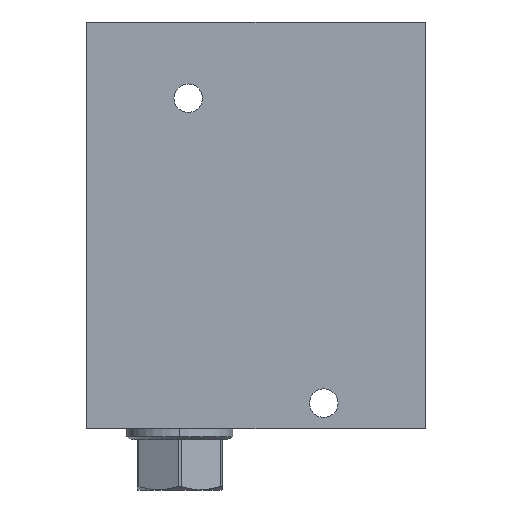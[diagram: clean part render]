
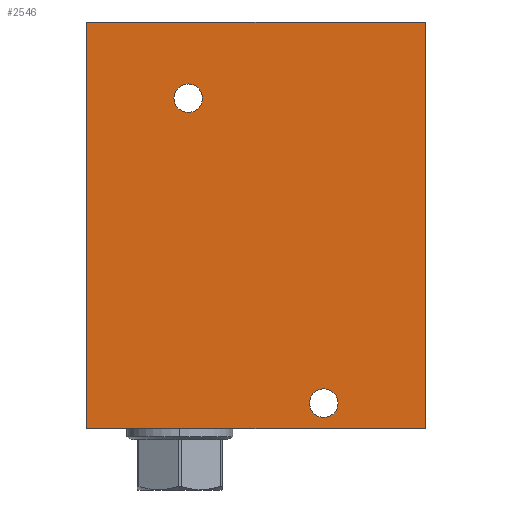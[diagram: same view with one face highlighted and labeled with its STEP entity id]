
A CAD part, front view. The second image highlights one B-rep face of the part: STEP entity #2546.
In plain terms, the highlighted planar face has unit normal (0, -1, 0).
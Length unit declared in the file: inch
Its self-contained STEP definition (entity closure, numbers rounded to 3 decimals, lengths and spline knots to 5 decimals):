
#5=DIRECTION('',(1.,0.,0.));
#6=VECTOR('',#5,5.);
#7=CARTESIAN_POINT('',(0.,-2.5,0.));
#8=LINE('',#7,#6);
#85=DIRECTION('',(0.,0.,1.));
#86=VECTOR('',#85,6.);
#87=CARTESIAN_POINT('',(5.,-2.5,0.));
#88=LINE('',#87,#86);
#109=DIRECTION('',(0.,0.,1.));
#110=VECTOR('',#109,6.);
#111=CARTESIAN_POINT('',(0.,-2.5,0.));
#112=LINE('',#111,#110);
#113=CARTESIAN_POINT('',(1.5,-2.5,4.875));
#114=DIRECTION('',(0.,-1.,0.));
#115=DIRECTION('',(-1.,0.,0.));
#116=AXIS2_PLACEMENT_3D('',#113,#114,#115);
#118=CARTESIAN_POINT('',(1.5,-2.5,4.875));
#119=DIRECTION('',(0.,-1.,0.));
#120=DIRECTION('',(1.,0.,0.));
#121=AXIS2_PLACEMENT_3D('',#118,#119,#120);
#123=CARTESIAN_POINT('',(3.5,-2.5,0.375));
#124=DIRECTION('',(0.,-1.,0.));
#125=DIRECTION('',(-1.,0.,0.));
#126=AXIS2_PLACEMENT_3D('',#123,#124,#125);
#128=CARTESIAN_POINT('',(3.5,-2.5,0.375));
#129=DIRECTION('',(0.,-1.,0.));
#130=DIRECTION('',(1.,0.,0.));
#131=AXIS2_PLACEMENT_3D('',#128,#129,#130);
#145=DIRECTION('',(1.,0.,0.));
#146=VECTOR('',#145,5.);
#147=CARTESIAN_POINT('',(0.,-2.5,6.));
#148=LINE('',#147,#146);
#2098=CARTESIAN_POINT('',(0.,-2.5,0.));
#2100=VERTEX_POINT('',#2098);
#2101=CARTESIAN_POINT('',(5.,-2.5,0.));
#2102=VERTEX_POINT('',#2101);
#2106=CARTESIAN_POINT('',(0.,-2.5,6.));
#2108=VERTEX_POINT('',#2106);
#2109=CARTESIAN_POINT('',(5.,-2.5,6.));
#2110=VERTEX_POINT('',#2109);
#2259=CARTESIAN_POINT('',(1.289,-2.5,4.875));
#2260=CARTESIAN_POINT('',(1.711,-2.5,4.875));
#2261=VERTEX_POINT('',#2259);
#2262=VERTEX_POINT('',#2260);
#2267=CARTESIAN_POINT('',(3.289,-2.5,0.375));
#2268=CARTESIAN_POINT('',(3.711,-2.5,0.375));
#2269=VERTEX_POINT('',#2267);
#2270=VERTEX_POINT('',#2268);
#2522=CARTESIAN_POINT('',(0.,-2.5,0.));
#2523=DIRECTION('',(0.,-1.,0.));
#2524=DIRECTION('',(1.,0.,0.));
#2525=AXIS2_PLACEMENT_3D('',#2522,#2523,#2524);
#2526=PLANE('',#2525);
#2527=ORIENTED_EDGE('',*,*,#2422,.F.);
#2528=ORIENTED_EDGE('',*,*,#2447,.T.);
#2530=ORIENTED_EDGE('',*,*,#2529,.T.);
#2531=ORIENTED_EDGE('',*,*,#2502,.F.);
#2532=EDGE_LOOP('',(#2527,#2528,#2530,#2531));
#2533=FACE_OUTER_BOUND('',#2532,.F.);
#2535=ORIENTED_EDGE('',*,*,#2534,.T.);
#2537=ORIENTED_EDGE('',*,*,#2536,.T.);
#2538=EDGE_LOOP('',(#2535,#2537));
#2539=FACE_BOUND('',#2538,.F.);
#2541=ORIENTED_EDGE('',*,*,#2540,.T.);
#2543=ORIENTED_EDGE('',*,*,#2542,.T.);
#2544=EDGE_LOOP('',(#2541,#2543));
#2545=FACE_BOUND('',#2544,.F.);
#2546=ADVANCED_FACE('',(#2533,#2539,#2545),#2526,.T.);
#117=CIRCLE('',#116,0.211);
#122=CIRCLE('',#121,0.211);
#127=CIRCLE('',#126,0.211);
#132=CIRCLE('',#131,0.211);
#2422=EDGE_CURVE('',#2100,#2102,#8,.T.);
#2447=EDGE_CURVE('',#2100,#2108,#112,.T.);
#2502=EDGE_CURVE('',#2102,#2110,#88,.T.);
#2529=EDGE_CURVE('',#2108,#2110,#148,.T.);
#2534=EDGE_CURVE('',#2261,#2262,#117,.T.);
#2536=EDGE_CURVE('',#2262,#2261,#122,.T.);
#2540=EDGE_CURVE('',#2269,#2270,#127,.T.);
#2542=EDGE_CURVE('',#2270,#2269,#132,.T.);
